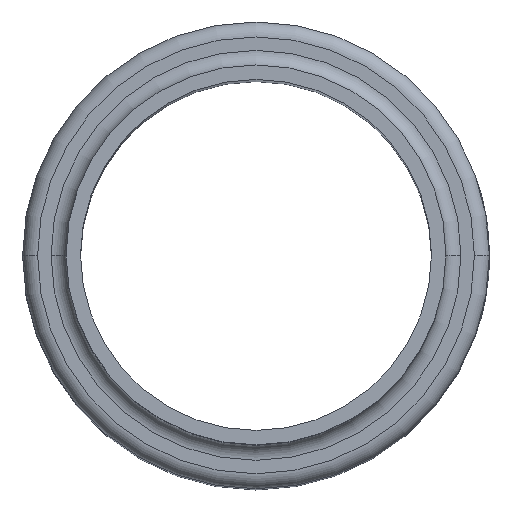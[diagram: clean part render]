
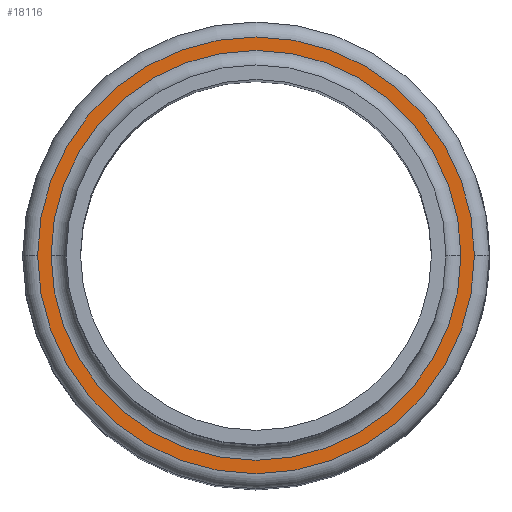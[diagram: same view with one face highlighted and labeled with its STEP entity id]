
A CAD part, top view. The second image highlights one B-rep face of the part: STEP entity #18116.
In plain terms, the highlighted planar face has unit normal (0, 0, 1).
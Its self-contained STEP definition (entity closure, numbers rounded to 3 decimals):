
#186 = ORIENTED_EDGE ( 'NONE', *, *, #3373, .T. ) ;
#1456 = VERTEX_POINT ( 'NONE', #9137 ) ;
#2757 = CIRCLE ( 'NONE', #21953, 41.05 ) ;
#3373 = EDGE_CURVE ( 'NONE', #12368, #17215, #2757, .T. ) ;
#4018 = DIRECTION ( 'NONE',  ( -1., 0., 0. ) ) ;
#4671 = CARTESIAN_POINT ( 'NONE',  ( 0., 38.05, -50. ) ) ;
#5383 = ORIENTED_EDGE ( 'NONE', *, *, #13983, .T. ) ;
#5386 = VERTEX_POINT ( 'NONE', #20920 ) ;
#6664 = AXIS2_PLACEMENT_3D ( 'NONE', #14771, #8341, #4018 ) ;
#7001 = CARTESIAN_POINT ( 'NONE',  ( 0., 0., -50. ) ) ;
#7467 = CARTESIAN_POINT ( 'NONE',  ( 0., 0., -50. ) ) ;
#8341 = DIRECTION ( 'NONE',  ( 0., 0., -1. ) ) ;
#8989 = DIRECTION ( 'NONE',  ( 0., 0., -1. ) ) ;
#9137 = CARTESIAN_POINT ( 'NONE',  ( -43.75, 0., -50. ) ) ;
#10198 = DIRECTION ( 'NONE',  ( -1., 0., 0. ) ) ;
#11623 = AXIS2_PLACEMENT_3D ( 'NONE', #14390, #22369, #10198 ) ;
#12368 = VERTEX_POINT ( 'NONE', #19198 ) ;
#12673 = EDGE_CURVE ( 'NONE', #1456, #5386, #12961, .T. ) ;
#12961 = CIRCLE ( 'NONE', #11623, 43.75 ) ;
#13115 = ORIENTED_EDGE ( 'NONE', *, *, #14930, .T. ) ;
#13198 = DIRECTION ( 'NONE',  ( -1., 0., 0. ) ) ;
#13983 = EDGE_CURVE ( 'NONE', #17215, #12368, #17830, .T. ) ;
#14390 = CARTESIAN_POINT ( 'NONE',  ( 0., 0., -50. ) ) ;
#14455 = DIRECTION ( 'NONE',  ( 0., 0., -1. ) ) ;
#14771 = CARTESIAN_POINT ( 'NONE',  ( 0., 0., -50. ) ) ;
#14844 = AXIS2_PLACEMENT_3D ( 'NONE', #4671, #8989, #13198 ) ;
#14930 = EDGE_CURVE ( 'NONE', #5386, #1456, #23706, .T. ) ;
#15530 = DIRECTION ( 'NONE',  ( -1., 0., 0. ) ) ;
#17215 = VERTEX_POINT ( 'NONE', #23014 ) ;
#17830 = CIRCLE ( 'NONE', #6664, 41.05 ) ;
#18116 = ADVANCED_FACE ( 'NONE', ( #25804, #23839 ), #21452, .F. ) ;
#18240 = DIRECTION ( 'NONE',  ( -1., 0., 0. ) ) ;
#18296 = AXIS2_PLACEMENT_3D ( 'NONE', #7001, #19314, #15530 ) ;
#19198 = CARTESIAN_POINT ( 'NONE',  ( 41.05, 0., -50. ) ) ;
#19314 = DIRECTION ( 'NONE',  ( 0., 0., 1. ) ) ;
#20920 = CARTESIAN_POINT ( 'NONE',  ( 43.75, 0., -50. ) ) ;
#21452 = PLANE ( 'NONE',  #14844 ) ;
#21953 = AXIS2_PLACEMENT_3D ( 'NONE', #7467, #14455, #18240 ) ;
#21980 = ORIENTED_EDGE ( 'NONE', *, *, #12673, .T. ) ;
#22369 = DIRECTION ( 'NONE',  ( 0., 0., 1. ) ) ;
#22647 = EDGE_LOOP ( 'NONE', ( #21980, #13115 ) ) ;
#23014 = CARTESIAN_POINT ( 'NONE',  ( -41.05, 0., -50. ) ) ;
#23706 = CIRCLE ( 'NONE', #18296, 43.75 ) ;
#23839 = FACE_OUTER_BOUND ( 'NONE', #22647, .T. ) ;
#25795 = EDGE_LOOP ( 'NONE', ( #5383, #186 ) ) ;
#25804 = FACE_BOUND ( 'NONE', #25795, .T. ) ;
